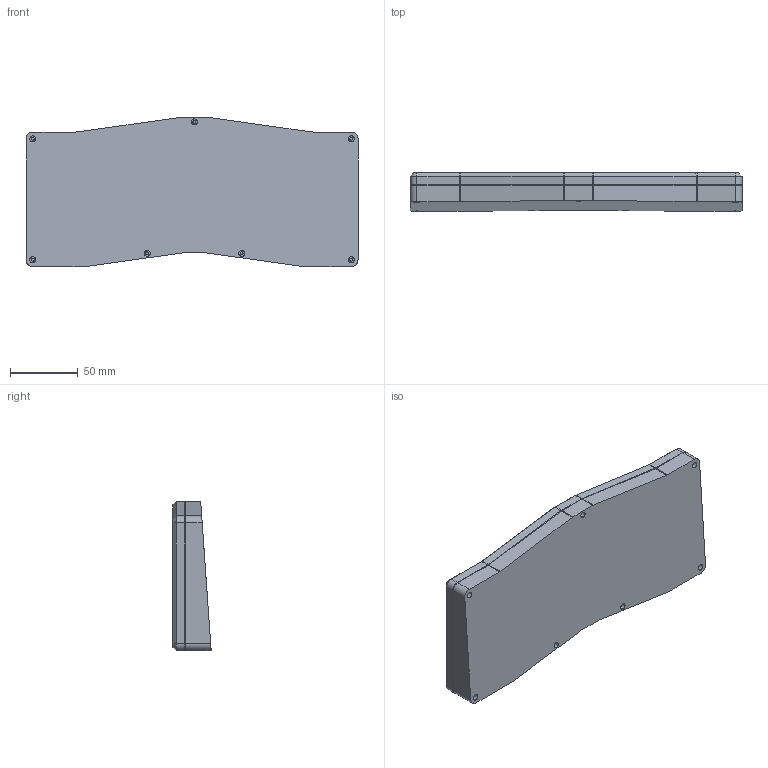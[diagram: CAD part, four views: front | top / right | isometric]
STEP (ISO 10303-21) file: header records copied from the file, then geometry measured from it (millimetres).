
FILE_DESCRIPTION (( 'STEP AP214' ), '1' );
FILE_NAME ('Adalyn.STEP', '2021-11-18T14:37:06', ( '' ), ( '' ), 'SwSTEP 2.0', 'SolidWorks 2021', '' );
FILE_SCHEMA (( 'AUTOMOTIVE_DESIGN' ));
Length unit declared in the file: millimetre
Products named in the file (1): Adalyn
Bounding box: 244.83 x 28.19 x 109.9 mm (x, y, z)
Volume: 297918.1 mm3; surface area: 126661.7 mm2
Topology: 3 solids, 3 shells, 1073 faces, 2896 edges, 1838 vertices
Faces by surface type: cylinder 482, plane 435, cone 156
Entity records: 33861 total; most frequent: DIRECTION 6082, CARTESIAN_POINT 5870, ORIENTED_EDGE 5760, EDGE_CURVE 2880, AXIS2_PLACEMENT_3D 2154, VERTEX_POINT 1838, LINE 1774, VECTOR 1774
